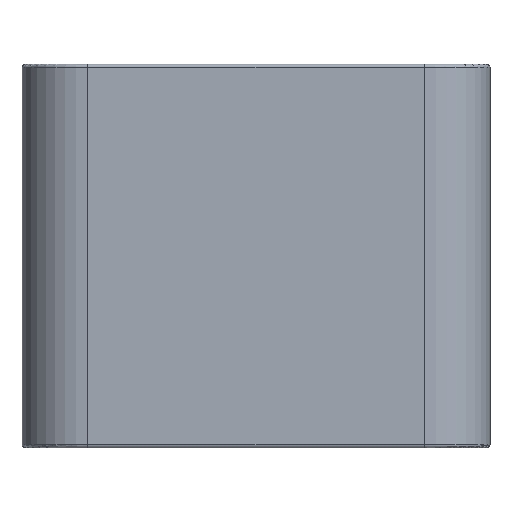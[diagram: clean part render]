
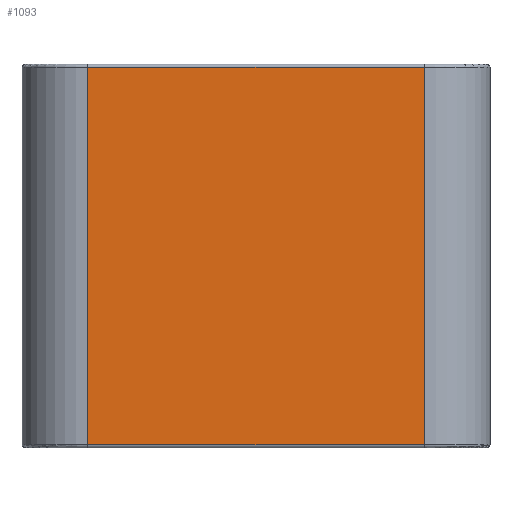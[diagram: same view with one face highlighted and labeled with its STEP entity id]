
A CAD part, front view. The second image highlights one B-rep face of the part: STEP entity #1093.
In plain terms, the highlighted planar face has unit normal (0, -1, 0).
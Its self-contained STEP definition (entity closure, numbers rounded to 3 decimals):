
#33=PLANE('',#1194);
#64=LINE('',#1735,#152);
#65=LINE('',#1753,#153);
#67=LINE('',#1759,#155);
#68=LINE('',#1760,#156);
#152=VECTOR('',#1344,10.);
#153=VECTOR('',#1353,10.);
#155=VECTOR('',#1359,10.);
#156=VECTOR('',#1360,10.);
#259=FACE_OUTER_BOUND('',#333,.T.);
#333=EDGE_LOOP('',(#761,#762,#763,#764));
#485=VERTEX_POINT('',#1713);
#489=VERTEX_POINT('',#1731);
#493=VERTEX_POINT('',#1752);
#495=VERTEX_POINT('',#1758);
#587=EDGE_CURVE('',#485,#489,#64,.T.);
#591=EDGE_CURVE('',#493,#489,#65,.T.);
#594=EDGE_CURVE('',#495,#485,#67,.T.);
#595=EDGE_CURVE('',#493,#495,#68,.T.);
#761=ORIENTED_EDGE('',*,*,#587,.F.);
#762=ORIENTED_EDGE('',*,*,#594,.F.);
#763=ORIENTED_EDGE('',*,*,#595,.F.);
#764=ORIENTED_EDGE('',*,*,#591,.T.);
#1093=ADVANCED_FACE('',(#259),#33,.T.);
#1194=AXIS2_PLACEMENT_3D('',#1757,#1357,#1358);
#1344=DIRECTION('',(-1.,0.,0.));
#1353=DIRECTION('',(0.,0.,-1.));
#1357=DIRECTION('center_axis',(0.,-1.,0.));
#1358=DIRECTION('ref_axis',(-1.,0.,0.));
#1359=DIRECTION('',(0.,0.,-1.));
#1360=DIRECTION('',(1.,0.,0.));
#1713=CARTESIAN_POINT('',(0.,-11.15,-64.5));
#1731=CARTESIAN_POINT('',(-57.,-11.15,-64.5));
#1735=CARTESIAN_POINT('',(-14.25,-11.15,-64.5));
#1752=CARTESIAN_POINT('',(-57.,-11.15,-0.5));
#1753=CARTESIAN_POINT('',(-57.,-11.15,0.));
#1757=CARTESIAN_POINT('Origin',(0.,-11.15,0.));
#1758=CARTESIAN_POINT('',(0.,-11.15,-0.5));
#1759=CARTESIAN_POINT('',(0.,-11.15,0.));
#1760=CARTESIAN_POINT('',(-14.25,-11.15,-0.5));
